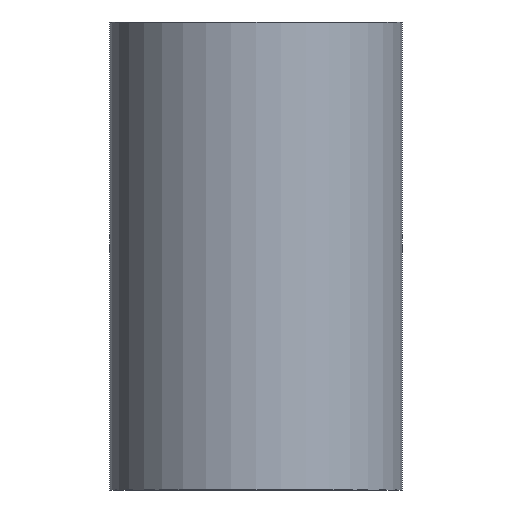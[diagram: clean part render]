
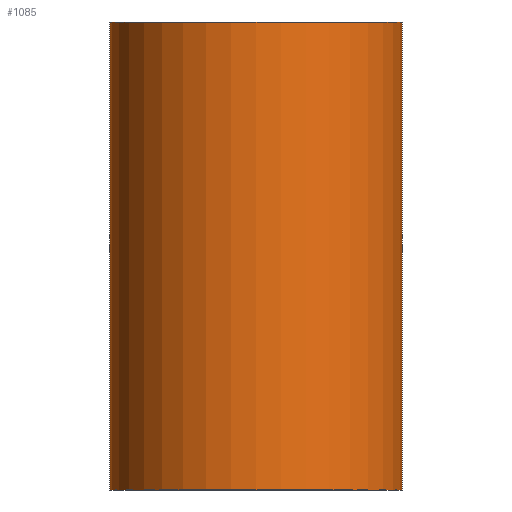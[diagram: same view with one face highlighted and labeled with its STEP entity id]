
A CAD part, front view. The second image highlights one B-rep face of the part: STEP entity #1085.
In plain terms, the highlighted cylindrical face has radius 500 mm (diameter 1000 mm), a full revolution.
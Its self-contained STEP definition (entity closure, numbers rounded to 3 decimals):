
#16 = EDGE_LOOP ( 'NONE', ( #778 ) ) ;
#87 = EDGE_LOOP ( 'NONE', ( #1276 ) ) ;
#97 = DIRECTION ( 'NONE',  ( 0., 0., 1. ) ) ;
#224 = AXIS2_PLACEMENT_3D ( 'NONE', #506, #717, #1337 ) ;
#268 = CIRCLE ( 'NONE', #423, 500. ) ;
#281 = EDGE_CURVE ( 'NONE', #715, #715, #291, .T. ) ;
#291 = CIRCLE ( 'NONE', #474, 500. ) ;
#302 = CARTESIAN_POINT ( 'NONE',  ( 0., 0., 1600. ) ) ;
#307 = DIRECTION ( 'NONE',  ( 1., 0., 0. ) ) ;
#423 = AXIS2_PLACEMENT_3D ( 'NONE', #1121, #97, #803 ) ;
#474 = AXIS2_PLACEMENT_3D ( 'NONE', #302, #1138, #307 ) ;
#506 = CARTESIAN_POINT ( 'NONE',  ( 0., 0., 0. ) ) ;
#566 = FACE_OUTER_BOUND ( 'NONE', #16, .T. ) ;
#715 = VERTEX_POINT ( 'NONE', #903 ) ;
#717 = DIRECTION ( 'NONE',  ( 0., 0., 1. ) ) ;
#778 = ORIENTED_EDGE ( 'NONE', *, *, #281, .F. ) ;
#803 = DIRECTION ( 'NONE',  ( 1., 0., 0. ) ) ;
#903 = CARTESIAN_POINT ( 'NONE',  ( 500., 0., 1600. ) ) ;
#976 = FACE_OUTER_BOUND ( 'NONE', #87, .T. ) ;
#1005 = EDGE_CURVE ( 'NONE', #1127, #1127, #268, .T. ) ;
#1085 = ADVANCED_FACE ( 'NONE', ( #976, #566 ), #1147, .T. ) ;
#1121 = CARTESIAN_POINT ( 'NONE',  ( 0., 0., 0. ) ) ;
#1127 = VERTEX_POINT ( 'NONE', #1220 ) ;
#1138 = DIRECTION ( 'NONE',  ( 0., 0., 1. ) ) ;
#1147 = CYLINDRICAL_SURFACE ( 'NONE', #224, 500. ) ;
#1220 = CARTESIAN_POINT ( 'NONE',  ( 500., 0., 0. ) ) ;
#1276 = ORIENTED_EDGE ( 'NONE', *, *, #1005, .T. ) ;
#1337 = DIRECTION ( 'NONE',  ( 1., 0., 0. ) ) ;
